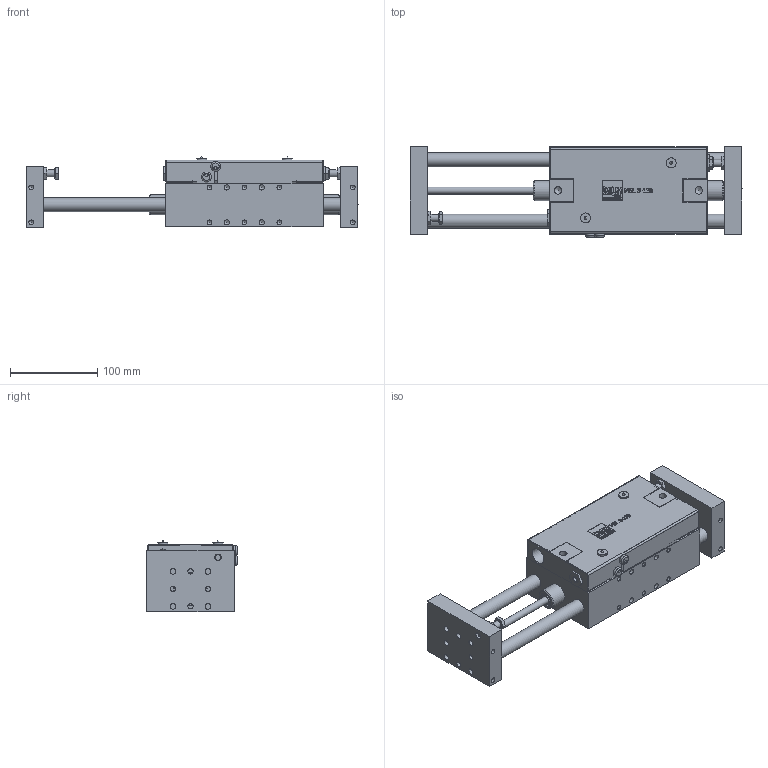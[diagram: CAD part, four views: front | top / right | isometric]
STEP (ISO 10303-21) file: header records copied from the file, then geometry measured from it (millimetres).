
FILE_DESCRIPTION((''),'2;1');
FILE_NAME('MSL3-120.stp','2012-10-01T08:18:43',('hartung_david'),(''),'Autodesk Inventor 2012','Autodesk Inventor 2012','');
FILE_SCHEMA(('AUTOMOTIVE_DESIGN { 1 0 10303 214 1 1 1 1 }'));
Length unit declared in the file: millimetre
Products named in the file (3): MSL3-120; MSL3-120-010; MSL3-120-020
Assembly tree (2 placements, depth 2):
  MSL3-120
    MSL3-120-010
    MSL3-120-020
Bounding box: 380 x 103.5 x 81.5 mm (x, y, z)
Volume: 1657415.1 mm3; surface area: 241117.2 mm2
Topology: 2 solids, 30 shells, 1119 faces, 2885 edges, 1924 vertices
Faces by surface type: plane 558, bspline 243, cylinder 210, cone 104, torus 4
Full cylindrical faces by diameter (mm): 3.7 x2, 4 x2, 4.459 x2, 4.917 x18, 5 x18, 5.459 x30, 6 x20, 6.5 x2, 6.6 x8, 6.917 x2, 7 x2, 7.459 x2, 8 x10, 8.5 x2, 8.566 x2, 8.8 x2, 9.5 x2, 9.6 x4, 11 x10, 11.4 x2, 11.5 x2, 13.4 x2, 15 x12, 16 x10, 17 x2, 18.376 x2, 23 x2, 26 x4, 26.2 x4, 37 x2
Entity records: 34339 total; most frequent: CARTESIAN_POINT 9231, ORIENTED_EDGE 4842, DIRECTION 4143, EDGE_CURVE 2421, VERTEX_POINT 1750, EDGE_LOOP 1615, AXIS2_PLACEMENT_3D 1381, VECTOR 1381
